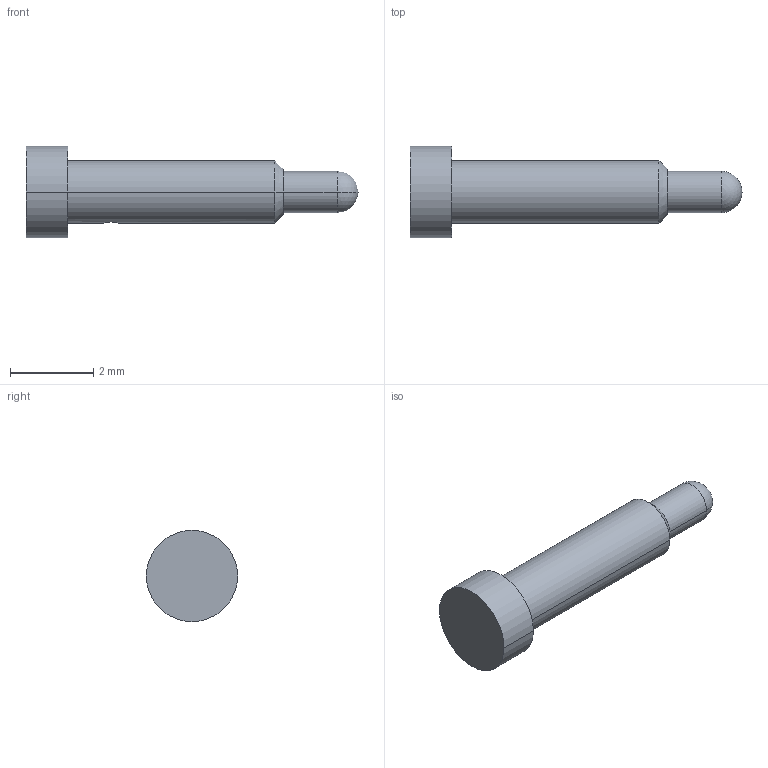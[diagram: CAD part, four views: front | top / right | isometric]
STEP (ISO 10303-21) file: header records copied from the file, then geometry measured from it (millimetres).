
FILE_DESCRIPTION (( 'STEP AP214' ), '1' );
FILE_NAME ('UEBK-12599.STEP', '2015-09-23T14:21:52', ( '' ), ( '' ), 'SwSTEP 2.0', 'SolidWorks 2015', '' );
FILE_SCHEMA (( 'AUTOMOTIVE_DESIGN' ));
Length unit declared in the file: millimetre
Products named in the file (1): UEBK-12599
Bounding box: 8 x 2.2 x 2.2 mm (x, y, z)
Volume: 14.1 mm3; surface area: 44.2 mm2
Topology: 1 solids, 1 shells, 16 faces, 34 edges, 21 vertices
Faces by surface type: cylinder 8, plane 4, cone 2, sphere 2
Entity records: 456 total; most frequent: CARTESIAN_POINT 84, DIRECTION 80, ORIENTED_EDGE 60, AXIS2_PLACEMENT_3D 35, EDGE_CURVE 30, EDGE_LOOP 19, VERTEX_POINT 19, CIRCLE 18
